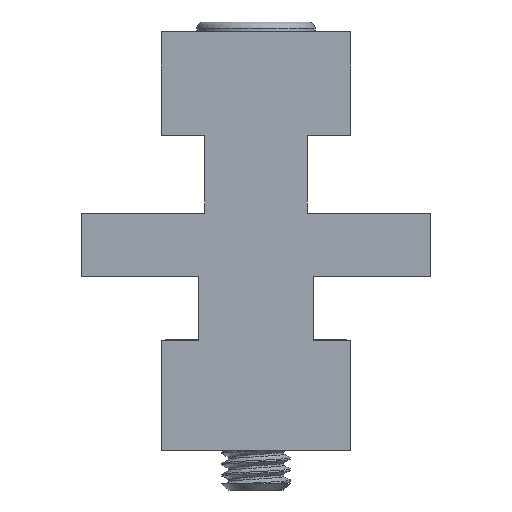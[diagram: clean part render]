
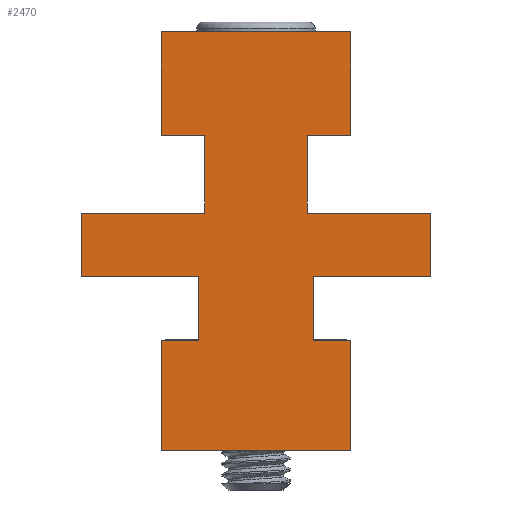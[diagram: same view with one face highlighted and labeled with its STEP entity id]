
A CAD part, left-side view. The second image highlights one B-rep face of the part: STEP entity #2470.
In plain terms, the highlighted face is planar.
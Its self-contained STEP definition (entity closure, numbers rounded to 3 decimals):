
#344=FACE_OUTER_BOUND('',#483,.T.);
#483=EDGE_LOOP('',(#1737,#1738,#1739,#1740,#1741,#1742,#1743,#1744,#1745,
#1746,#1747,#1748,#1749,#1750,#1751,#1752,#1753,#1754,#1755,#1756));
#622=LINE('',#3346,#815);
#627=LINE('',#3355,#820);
#631=LINE('',#3363,#824);
#635=LINE('',#3371,#828);
#639=LINE('',#3380,#832);
#642=LINE('',#3385,#835);
#647=LINE('',#3404,#840);
#650=LINE('',#3410,#843);
#653=LINE('',#3416,#846);
#657=LINE('',#3425,#850);
#661=LINE('',#3434,#854);
#664=LINE('',#3438,#857);
#667=LINE('',#3444,#860);
#670=LINE('',#3450,#863);
#671=LINE('',#3453,#864);
#672=LINE('',#3454,#865);
#673=LINE('',#3456,#866);
#674=LINE('',#3457,#867);
#675=LINE('',#3459,#868);
#676=LINE('',#3460,#869);
#815=VECTOR('',#2818,2.7);
#820=VECTOR('',#2827,7.9);
#824=VECTOR('',#2835,13.6);
#828=VECTOR('',#2843,7.9);
#832=VECTOR('',#2849,4.6);
#835=VECTOR('',#2856,2.7);
#840=VECTOR('',#2875,8.817);
#843=VECTOR('',#2880,5.556);
#846=VECTOR('',#2885,3.117);
#850=VECTOR('',#2891,8.817);
#854=VECTOR('',#2897,3.117);
#857=VECTOR('',#2902,5.556);
#860=VECTOR('',#2907,4.522);
#863=VECTOR('',#2912,7.422);
#864=VECTOR('',#2915,8.4);
#865=VECTOR('',#2916,4.6);
#866=VECTOR('',#2917,8.4);
#867=VECTOR('',#2918,4.522);
#868=VECTOR('',#2919,13.6);
#869=VECTOR('',#2920,7.422);
#1005=VERTEX_POINT('',#3343);
#1006=VERTEX_POINT('',#3345);
#1008=VERTEX_POINT('',#3353);
#1010=VERTEX_POINT('',#3361);
#1012=VERTEX_POINT('',#3369);
#1015=VERTEX_POINT('',#3377);
#1016=VERTEX_POINT('',#3379);
#1022=VERTEX_POINT('',#3401);
#1023=VERTEX_POINT('',#3403);
#1025=VERTEX_POINT('',#3409);
#1027=VERTEX_POINT('',#3415);
#1030=VERTEX_POINT('',#3422);
#1031=VERTEX_POINT('',#3424);
#1034=VERTEX_POINT('',#3431);
#1035=VERTEX_POINT('',#3433);
#1037=VERTEX_POINT('',#3442);
#1039=VERTEX_POINT('',#3448);
#1040=VERTEX_POINT('',#3452);
#1041=VERTEX_POINT('',#3455);
#1042=VERTEX_POINT('',#3458);
#1265=EDGE_CURVE('',#1005,#1006,#622,.T.);
#1270=EDGE_CURVE('',#1008,#1005,#627,.T.);
#1274=EDGE_CURVE('',#1010,#1008,#631,.T.);
#1278=EDGE_CURVE('',#1012,#1010,#635,.T.);
#1282=EDGE_CURVE('',#1015,#1016,#639,.T.);
#1285=EDGE_CURVE('',#1016,#1012,#642,.T.);
#1293=EDGE_CURVE('',#1023,#1022,#647,.T.);
#1296=EDGE_CURVE('',#1025,#1023,#650,.T.);
#1299=EDGE_CURVE('',#1027,#1025,#653,.T.);
#1303=EDGE_CURVE('',#1031,#1030,#657,.T.);
#1307=EDGE_CURVE('',#1035,#1034,#661,.T.);
#1310=EDGE_CURVE('',#1030,#1035,#664,.T.);
#1313=EDGE_CURVE('',#1037,#1022,#667,.T.);
#1316=EDGE_CURVE('',#1039,#1034,#670,.T.);
#1317=EDGE_CURVE('',#1040,#1037,#671,.T.);
#1318=EDGE_CURVE('',#1006,#1040,#672,.T.);
#1319=EDGE_CURVE('',#1041,#1015,#673,.T.);
#1320=EDGE_CURVE('',#1031,#1041,#674,.T.);
#1321=EDGE_CURVE('',#1042,#1039,#675,.T.);
#1322=EDGE_CURVE('',#1027,#1042,#676,.T.);
#1737=ORIENTED_EDGE('',*,*,#1299,.T.);
#1738=ORIENTED_EDGE('',*,*,#1296,.T.);
#1739=ORIENTED_EDGE('',*,*,#1293,.T.);
#1740=ORIENTED_EDGE('',*,*,#1313,.F.);
#1741=ORIENTED_EDGE('',*,*,#1317,.F.);
#1742=ORIENTED_EDGE('',*,*,#1318,.F.);
#1743=ORIENTED_EDGE('',*,*,#1265,.F.);
#1744=ORIENTED_EDGE('',*,*,#1270,.F.);
#1745=ORIENTED_EDGE('',*,*,#1274,.F.);
#1746=ORIENTED_EDGE('',*,*,#1278,.F.);
#1747=ORIENTED_EDGE('',*,*,#1285,.F.);
#1748=ORIENTED_EDGE('',*,*,#1282,.F.);
#1749=ORIENTED_EDGE('',*,*,#1319,.F.);
#1750=ORIENTED_EDGE('',*,*,#1320,.F.);
#1751=ORIENTED_EDGE('',*,*,#1303,.T.);
#1752=ORIENTED_EDGE('',*,*,#1310,.T.);
#1753=ORIENTED_EDGE('',*,*,#1307,.T.);
#1754=ORIENTED_EDGE('',*,*,#1316,.F.);
#1755=ORIENTED_EDGE('',*,*,#1321,.F.);
#1756=ORIENTED_EDGE('',*,*,#1322,.F.);
#2417=PLANE('',#2650);
#2470=ADVANCED_FACE('',(#344),#2417,.T.);
#2650=AXIS2_PLACEMENT_3D('',#3451,#2913,#2914);
#2818=DIRECTION('',(1.,0.,0.));
#2827=DIRECTION('',(0.,1.,0.));
#2835=DIRECTION('',(-1.,0.,0.));
#2843=DIRECTION('',(0.,-1.,0.));
#2849=DIRECTION('',(0.,-1.,0.));
#2856=DIRECTION('',(1.,0.,0.));
#2875=DIRECTION('',(-1.,0.,0.));
#2880=DIRECTION('',(0.,-1.,0.));
#2885=DIRECTION('',(1.,0.,0.));
#2891=DIRECTION('',(-1.,0.,0.));
#2897=DIRECTION('',(1.,0.,0.));
#2902=DIRECTION('',(0.,1.,0.));
#2907=DIRECTION('',(0.,1.,0.));
#2912=DIRECTION('',(0.,-1.,0.));
#2913=DIRECTION('center_axis',(0.,0.,1.));
#2914=DIRECTION('ref_axis',(1.,0.,0.));
#2915=DIRECTION('',(-1.,0.,0.));
#2916=DIRECTION('',(0.,1.,0.));
#2917=DIRECTION('',(-1.,0.,0.));
#2918=DIRECTION('',(0.,-1.,0.));
#2919=DIRECTION('',(1.,0.,0.));
#2920=DIRECTION('',(0.,1.,0.));
#3343=CARTESIAN_POINT('',(-6.8,-4.6,19.05));
#3345=CARTESIAN_POINT('',(-4.1,-4.6,19.05));
#3346=CARTESIAN_POINT('',(-6.8,-4.6,19.05));
#3353=CARTESIAN_POINT('',(-6.8,-12.5,19.05));
#3355=CARTESIAN_POINT('',(-6.8,-12.5,19.05));
#3361=CARTESIAN_POINT('',(6.8,-12.5,19.05));
#3363=CARTESIAN_POINT('',(6.8,-12.5,19.05));
#3369=CARTESIAN_POINT('',(6.8,-4.6,19.05));
#3371=CARTESIAN_POINT('',(6.8,-4.6,19.05));
#3377=CARTESIAN_POINT('',(4.1,0.,19.05));
#3379=CARTESIAN_POINT('',(4.1,-4.6,19.05));
#3380=CARTESIAN_POINT('',(4.1,0.,19.05));
#3385=CARTESIAN_POINT('',(4.1,-4.6,19.05));
#3401=CARTESIAN_POINT('',(-12.5,4.522,19.05));
#3403=CARTESIAN_POINT('',(-3.683,4.522,19.05));
#3404=CARTESIAN_POINT('',(-3.683,4.522,19.05));
#3409=CARTESIAN_POINT('',(-3.683,10.078,19.05));
#3410=CARTESIAN_POINT('',(-3.683,10.078,19.05));
#3415=CARTESIAN_POINT('',(-6.8,10.078,19.05));
#3416=CARTESIAN_POINT('',(-6.8,10.078,19.05));
#3422=CARTESIAN_POINT('',(3.683,4.522,19.05));
#3424=CARTESIAN_POINT('',(12.5,4.522,19.05));
#3425=CARTESIAN_POINT('',(12.5,4.522,19.05));
#3431=CARTESIAN_POINT('',(6.8,10.078,19.05));
#3433=CARTESIAN_POINT('',(3.683,10.078,19.05));
#3434=CARTESIAN_POINT('',(3.683,10.078,19.05));
#3438=CARTESIAN_POINT('',(3.683,4.522,19.05));
#3442=CARTESIAN_POINT('',(-12.5,0.,19.05));
#3444=CARTESIAN_POINT('',(-12.5,0.,19.05));
#3448=CARTESIAN_POINT('',(6.8,17.5,19.05));
#3450=CARTESIAN_POINT('',(6.8,17.5,19.05));
#3451=CARTESIAN_POINT('Origin',(0.,2.5,19.05));
#3452=CARTESIAN_POINT('',(-4.1,0.,19.05));
#3453=CARTESIAN_POINT('',(-4.1,0.,19.05));
#3454=CARTESIAN_POINT('',(-4.1,-4.6,19.05));
#3455=CARTESIAN_POINT('',(12.5,0.,19.05));
#3456=CARTESIAN_POINT('',(12.5,0.,19.05));
#3457=CARTESIAN_POINT('',(12.5,4.522,19.05));
#3458=CARTESIAN_POINT('',(-6.8,17.5,19.05));
#3459=CARTESIAN_POINT('',(-6.8,17.5,19.05));
#3460=CARTESIAN_POINT('',(-6.8,10.078,19.05));
